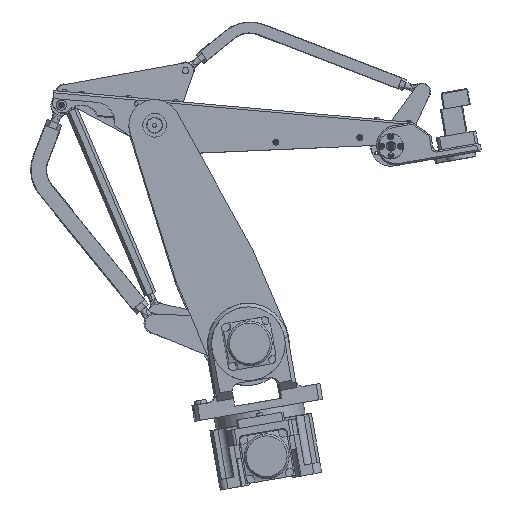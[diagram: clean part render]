
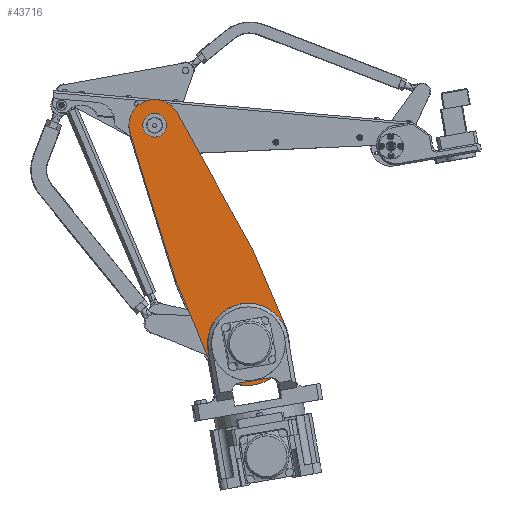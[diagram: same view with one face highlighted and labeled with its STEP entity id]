
A CAD part, left-side view. The second image highlights one B-rep face of the part: STEP entity #43716.
In plain terms, the highlighted face is planar.
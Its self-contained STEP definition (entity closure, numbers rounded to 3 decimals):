
#376 = VERTEX_POINT ( 'NONE', #34973 ) ;
#2940 = AXIS2_PLACEMENT_3D ( 'NONE', #28875, #4686, #23358 ) ;
#4686 = DIRECTION ( 'NONE',  ( 0., 1., 0. ) ) ;
#4762 = CIRCLE ( 'NONE', #29259, 52.5 ) ;
#5289 = CARTESIAN_POINT ( 'NONE',  ( 32.5, 107., -52.5 ) ) ;
#5319 = CARTESIAN_POINT ( 'NONE',  ( 140., 107., 0. ) ) ;
#5529 = LINE ( 'NONE', #24788, #41934 ) ;
#8255 = CARTESIAN_POINT ( 'NONE',  ( 32.5, 107., -52.5 ) ) ;
#8737 = DIRECTION ( 'NONE',  ( 0., 0., 1. ) ) ;
#9962 = CIRCLE ( 'NONE', #35449, 37. ) ;
#10180 = LINE ( 'NONE', #5289, #30020 ) ;
#10389 = AXIS2_PLACEMENT_3D ( 'NONE', #33575, #18545, #28956 ) ;
#11746 = EDGE_CURVE ( 'NONE', #16654, #16712, #30977, .T. ) ;
#12138 = ORIENTED_EDGE ( 'NONE', *, *, #32357, .T. ) ;
#12687 = CARTESIAN_POINT ( 'NONE',  ( -160., 107., 15. ) ) ;
#12745 = CIRCLE ( 'NONE', #2940, 32.5 ) ;
#12966 = EDGE_CURVE ( 'NONE', #13210, #376, #56423, .T. ) ;
#13210 = VERTEX_POINT ( 'NONE', #32108 ) ;
#13296 = PLANE ( 'NONE',  #21881 ) ;
#14989 = DIRECTION ( 'NONE',  ( 0., -1., 0. ) ) ;
#15534 = DIRECTION ( 'NONE',  ( 0.995, 0., 0.102 ) ) ;
#15690 = AXIS2_PLACEMENT_3D ( 'NONE', #17637, #55703, #50779 ) ;
#16179 = DIRECTION ( 'NONE',  ( 0., 0., -1. ) ) ;
#16238 = CARTESIAN_POINT ( 'NONE',  ( 140., 107., -37. ) ) ;
#16654 = VERTEX_POINT ( 'NONE', #16238 ) ;
#16712 = VERTEX_POINT ( 'NONE', #55217 ) ;
#17587 = EDGE_CURVE ( 'NONE', #16712, #16654, #9962, .T. ) ;
#17637 = CARTESIAN_POINT ( 'NONE',  ( -160., 107., 0. ) ) ;
#17830 = CARTESIAN_POINT ( 'NONE',  ( 140., 107., 52.5 ) ) ;
#18140 = CARTESIAN_POINT ( 'NONE',  ( -160., 107., 0. ) ) ;
#18545 = DIRECTION ( 'NONE',  ( 0., -1., 0. ) ) ;
#18647 = VECTOR ( 'NONE', #47134, 1000. ) ;
#19349 = ORIENTED_EDGE ( 'NONE', *, *, #28631, .T. ) ;
#20214 = DIRECTION ( 'NONE',  ( -1., 0., 0. ) ) ;
#20462 = CARTESIAN_POINT ( 'NONE',  ( 140., 107., 0. ) ) ;
#21881 = AXIS2_PLACEMENT_3D ( 'NONE', #32610, #50735, #8737 ) ;
#21883 = ORIENTED_EDGE ( 'NONE', *, *, #45677, .T. ) ;
#23329 = DIRECTION ( 'NONE',  ( 0., -1., 0. ) ) ;
#23358 = DIRECTION ( 'NONE',  ( 0., 0., -1. ) ) ;
#23695 = FACE_BOUND ( 'NONE', #33425, .T. ) ;
#23968 = DIRECTION ( 'NONE',  ( -0.995, 0., 0.102 ) ) ;
#24201 = AXIS2_PLACEMENT_3D ( 'NONE', #18140, #23329, #32554 ) ;
#24284 = DIRECTION ( 'NONE',  ( 0., 1., 0. ) ) ;
#24788 = CARTESIAN_POINT ( 'NONE',  ( 140., 107., -52.5 ) ) ;
#24832 = EDGE_LOOP ( 'NONE', ( #21883, #40112, #45970, #12138, #19349, #51876 ) ) ;
#28631 = EDGE_CURVE ( 'NONE', #41337, #59795, #10180, .T. ) ;
#28875 = CARTESIAN_POINT ( 'NONE',  ( -160., 107., 0. ) ) ;
#28956 = DIRECTION ( 'NONE',  ( 0., 0., -1. ) ) ;
#29259 = AXIS2_PLACEMENT_3D ( 'NONE', #5319, #24284, #42985 ) ;
#30020 = VECTOR ( 'NONE', #23968, 1000. ) ;
#30977 = CIRCLE ( 'NONE', #10389, 37. ) ;
#31663 = ORIENTED_EDGE ( 'NONE', *, *, #17587, .T. ) ;
#32108 = CARTESIAN_POINT ( 'NONE',  ( 32.5, 107., 52.5 ) ) ;
#32131 = CARTESIAN_POINT ( 'NONE',  ( -163.33, 107., -32.329 ) ) ;
#32357 = EDGE_CURVE ( 'NONE', #59541, #41337, #5529, .T. ) ;
#32365 = CIRCLE ( 'NONE', #15690, 15. ) ;
#32554 = DIRECTION ( 'NONE',  ( 0., 0., 1. ) ) ;
#32610 = CARTESIAN_POINT ( 'NONE',  ( 140., 107., 0. ) ) ;
#33047 = CIRCLE ( 'NONE', #24201, 15. ) ;
#33425 = EDGE_LOOP ( 'NONE', ( #46055, #53618 ) ) ;
#33575 = CARTESIAN_POINT ( 'NONE',  ( 140., 107., 0. ) ) ;
#34377 = EDGE_CURVE ( 'NONE', #48355, #40176, #32365, .T. ) ;
#34973 = CARTESIAN_POINT ( 'NONE',  ( 140., 107., 52.5 ) ) ;
#35449 = AXIS2_PLACEMENT_3D ( 'NONE', #20462, #14989, #16179 ) ;
#38117 = EDGE_LOOP ( 'NONE', ( #59259, #31663 ) ) ;
#38853 = LINE ( 'NONE', #57604, #40755 ) ;
#40112 = ORIENTED_EDGE ( 'NONE', *, *, #12966, .T. ) ;
#40176 = VERTEX_POINT ( 'NONE', #42872 ) ;
#40755 = VECTOR ( 'NONE', #15534, 1000. ) ;
#41337 = VERTEX_POINT ( 'NONE', #8255 ) ;
#41934 = VECTOR ( 'NONE', #20214, 1000. ) ;
#42872 = CARTESIAN_POINT ( 'NONE',  ( -160., 107., -15. ) ) ;
#42985 = DIRECTION ( 'NONE',  ( 0., 0., -1. ) ) ;
#43716 = ADVANCED_FACE ( 'NONE', ( #59970, #46959, #23695 ), #13296, .T. ) ;
#43724 = CARTESIAN_POINT ( 'NONE',  ( -163.33, 107., 32.329 ) ) ;
#45677 = EDGE_CURVE ( 'NONE', #48824, #13210, #38853, .T. ) ;
#45970 = ORIENTED_EDGE ( 'NONE', *, *, #55502, .T. ) ;
#46055 = ORIENTED_EDGE ( 'NONE', *, *, #34377, .T. ) ;
#46959 = FACE_OUTER_BOUND ( 'NONE', #24832, .T. ) ;
#47134 = DIRECTION ( 'NONE',  ( 1., 0., 0. ) ) ;
#48355 = VERTEX_POINT ( 'NONE', #12687 ) ;
#48824 = VERTEX_POINT ( 'NONE', #43724 ) ;
#49077 = EDGE_CURVE ( 'NONE', #59795, #48824, #12745, .T. ) ;
#50307 = CARTESIAN_POINT ( 'NONE',  ( 140., 107., -52.5 ) ) ;
#50735 = DIRECTION ( 'NONE',  ( 0., 1., 0. ) ) ;
#50779 = DIRECTION ( 'NONE',  ( 0., 0., 1. ) ) ;
#51876 = ORIENTED_EDGE ( 'NONE', *, *, #49077, .T. ) ;
#53618 = ORIENTED_EDGE ( 'NONE', *, *, #53634, .T. ) ;
#53634 = EDGE_CURVE ( 'NONE', #40176, #48355, #33047, .T. ) ;
#55217 = CARTESIAN_POINT ( 'NONE',  ( 140., 107., 37. ) ) ;
#55502 = EDGE_CURVE ( 'NONE', #376, #59541, #4762, .T. ) ;
#55703 = DIRECTION ( 'NONE',  ( 0., -1., 0. ) ) ;
#56423 = LINE ( 'NONE', #17830, #18647 ) ;
#57604 = CARTESIAN_POINT ( 'NONE',  ( -163.33, 107., 32.329 ) ) ;
#59259 = ORIENTED_EDGE ( 'NONE', *, *, #11746, .T. ) ;
#59541 = VERTEX_POINT ( 'NONE', #50307 ) ;
#59795 = VERTEX_POINT ( 'NONE', #32131 ) ;
#59970 = FACE_BOUND ( 'NONE', #38117, .T. ) ;
